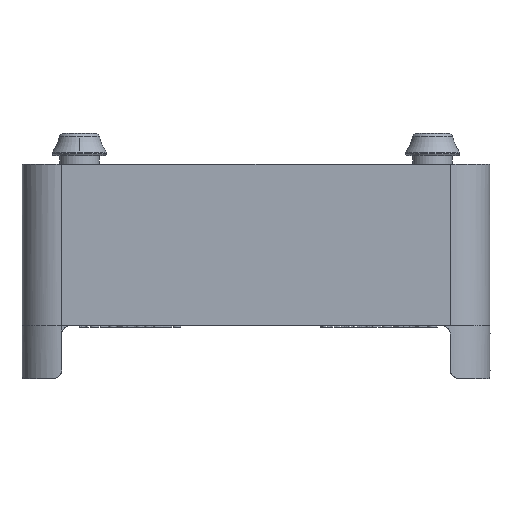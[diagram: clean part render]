
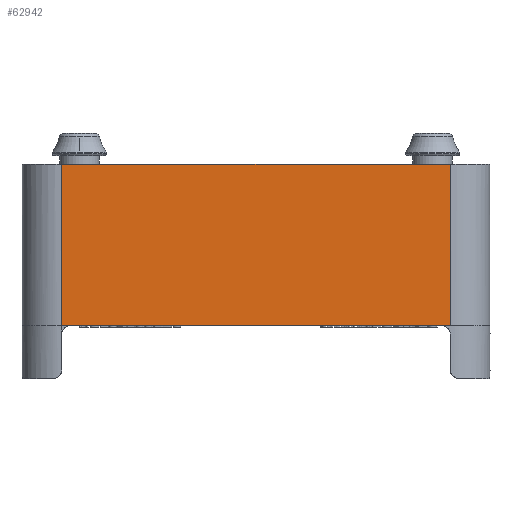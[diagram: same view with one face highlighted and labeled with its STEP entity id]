
A CAD part, front view. The second image highlights one B-rep face of the part: STEP entity #62942.
In plain terms, the highlighted planar face has unit normal (0, -1, 0).
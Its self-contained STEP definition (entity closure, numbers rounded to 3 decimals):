
#1659=CARTESIAN_POINT('',(-21.97,-26.5,-2.0));
#1660=VERTEX_POINT('',#1659);
#4495=CARTESIAN_POINT('',(21.97,-26.5,-2.0));
#4496=VERTEX_POINT('',#4495);
#4504=CARTESIAN_POINT('',(-21.97,-26.5,-2.0));
#4505=DIRECTION('',(1.0,0.0,0.0));
#4506=VECTOR('',#4505,43.94);
#4507=LINE('',#4504,#4506);
#4508=EDGE_CURVE('',#1660,#4496,#4507,.T.);
#61558=CARTESIAN_POINT('',(22.,-26.5,-2.0));
#61559=VERTEX_POINT('',#61558);
#61569=CARTESIAN_POINT('',(21.97,-26.5,-2.0));
#61570=DIRECTION('',(1.0,0.0,0.0));
#61571=VECTOR('',#61570,0.03);
#61572=LINE('',#61569,#61571);
#61573=EDGE_CURVE('',#4496,#61559,#61572,.T.);
#61636=CARTESIAN_POINT('',(-22.,-26.5,-2.0));
#61637=VERTEX_POINT('',#61636);
#61653=CARTESIAN_POINT('',(-22.,-26.5,-2.0));
#61654=DIRECTION('',(1.,0.,0.0));
#61655=VECTOR('',#61654,0.03);
#61656=LINE('',#61653,#61655);
#61657=EDGE_CURVE('',#61637,#1660,#61656,.T.);
#62910=CARTESIAN_POINT('',(22.,-26.5,-2.0));
#62911=DIRECTION('',(0.0,-1.0,0.0));
#62912=DIRECTION('',(0.0,0.0,-1.0));
#62913=AXIS2_PLACEMENT_3D('',#62910,#62911,#62912);
#62914=PLANE('',#62913);
#62915=ORIENTED_EDGE('',*,*,#61657,.T.);
#62916=ORIENTED_EDGE('',*,*,#4508,.T.);
#62917=ORIENTED_EDGE('',*,*,#61573,.T.);
#62918=CARTESIAN_POINT('',(22.,-26.5,16.25));
#62919=VERTEX_POINT('',#62918);
#62920=CARTESIAN_POINT('',(22.,-26.5,-2.0));
#62921=DIRECTION('',(0.0,0.0,1.0));
#62922=VECTOR('',#62921,18.25);
#62923=LINE('',#62920,#62922);
#62924=EDGE_CURVE('',#61559,#62919,#62923,.T.);
#62925=ORIENTED_EDGE('',*,*,#62924,.T.);
#62926=CARTESIAN_POINT('',(-22.,-26.5,16.25));
#62927=VERTEX_POINT('',#62926);
#62928=CARTESIAN_POINT('',(22.,-26.5,16.25));
#62929=DIRECTION('',(-1.0,0.0,0.0));
#62930=VECTOR('',#62929,44.0);
#62931=LINE('',#62928,#62930);
#62932=EDGE_CURVE('',#62919,#62927,#62931,.T.);
#62933=ORIENTED_EDGE('',*,*,#62932,.T.);
#62934=CARTESIAN_POINT('',(-22.,-26.5,-2.0));
#62935=DIRECTION('',(0.0,0.0,1.0));
#62936=VECTOR('',#62935,18.25);
#62937=LINE('',#62934,#62936);
#62938=EDGE_CURVE('',#61637,#62927,#62937,.T.);
#62939=ORIENTED_EDGE('',*,*,#62938,.F.);
#62940=EDGE_LOOP('',(#62915,#62916,#62917,#62925,#62933,#62939));
#62941=FACE_OUTER_BOUND('',#62940,.T.);
#62942=ADVANCED_FACE('',(#62941),#62914,.T.);
